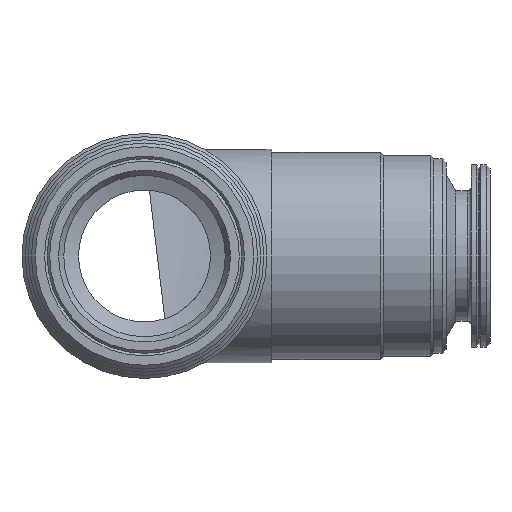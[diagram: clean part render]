
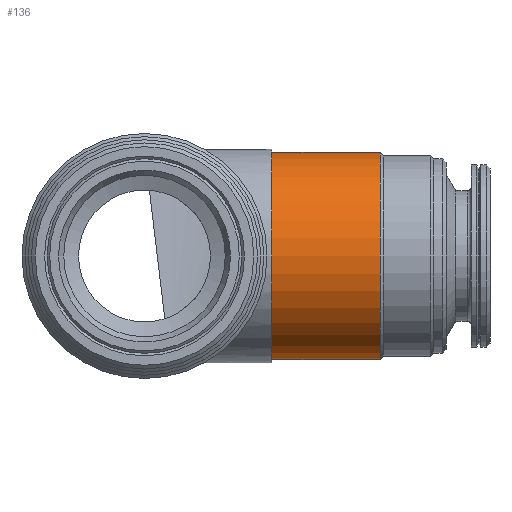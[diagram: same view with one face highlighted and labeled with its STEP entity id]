
A CAD part, left-side view. The second image highlights one B-rep face of the part: STEP entity #136.
In plain terms, the highlighted cylindrical face has radius 8.25 mm (diameter 16.5 mm), a full revolution.
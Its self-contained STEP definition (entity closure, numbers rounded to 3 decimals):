
#136 = ADVANCED_FACE( 'NONE', ( #342, #343 ), #344, .T. );
#342 = FACE_OUTER_BOUND( '', #759, .T. );
#343 = FACE_OUTER_BOUND( '', #760, .T. );
#344 = CYLINDRICAL_SURFACE( '', #761, 8.25 );
#759 = EDGE_LOOP( '', ( #1131 ) );
#760 = EDGE_LOOP( '', ( #1132 ) );
#761 = AXIS2_PLACEMENT_3D( '', #1133, #1134, #1135 );
#1131 = ORIENTED_EDGE( '', *, *, #1263, .F. );
#1132 = ORIENTED_EDGE( '', *, *, #1286, .T. );
#1133 = CARTESIAN_POINT( '', ( 0., 0., 0. ) );
#1134 = DIRECTION( '', ( 0., -1., 0. ) );
#1135 = DIRECTION( '', ( -1., 0., 0. ) );
#1263 = EDGE_CURVE( 'NONE', #1370, #1370, #1371, .T. );
#1286 = EDGE_CURVE( 'NONE', #1414, #1414, #1415, .T. );
#1370 = VERTEX_POINT( '', #1681 );
#1371 = CIRCLE( '', #1682, 8.25 );
#1414 = VERTEX_POINT( '', #1806 );
#1415 = CIRCLE( '', #1807, 8.25 );
#1681 = CARTESIAN_POINT( '', ( -8.25, -10.146, 0. ) );
#1682 = AXIS2_PLACEMENT_3D( '', #1940, #1941, #1942 );
#1806 = CARTESIAN_POINT( '', ( -8.25, -18.75, 0. ) );
#1807 = AXIS2_PLACEMENT_3D( '', #2000, #2001, #2002 );
#1940 = CARTESIAN_POINT( '', ( 0., -10.146, 0. ) );
#1941 = DIRECTION( '', ( 0., 1., 0. ) );
#1942 = DIRECTION( '', ( -1., 0., 0. ) );
#2000 = CARTESIAN_POINT( '', ( 0., -18.75, 0. ) );
#2001 = DIRECTION( '', ( 0., 1., 0. ) );
#2002 = DIRECTION( '', ( -1., 0., 0. ) );
